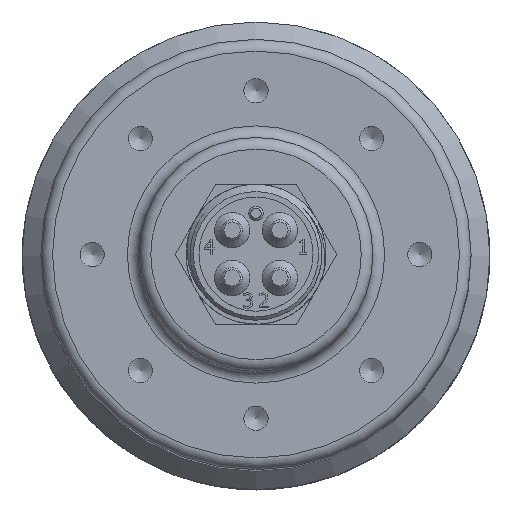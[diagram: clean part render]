
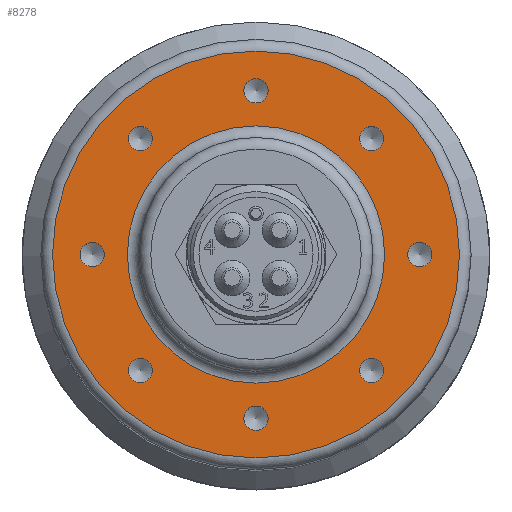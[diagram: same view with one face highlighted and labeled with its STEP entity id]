
A CAD part, top view. The second image highlights one B-rep face of the part: STEP entity #8278.
In plain terms, the highlighted planar face has unit normal (0, 0, 1).
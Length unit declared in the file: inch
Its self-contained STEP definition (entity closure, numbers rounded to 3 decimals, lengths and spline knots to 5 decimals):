
#296=FACE_BOUND('',#1277,.T.);
#297=FACE_BOUND('',#1278,.T.);
#298=FACE_BOUND('',#1279,.T.);
#299=FACE_BOUND('',#1280,.T.);
#300=FACE_BOUND('',#1281,.T.);
#301=FACE_BOUND('',#1282,.T.);
#302=FACE_BOUND('',#1283,.T.);
#303=FACE_BOUND('',#1284,.T.);
#304=FACE_BOUND('',#1285,.T.);
#404=PLANE('',#9037);
#769=FACE_OUTER_BOUND('',#1276,.T.);
#1276=EDGE_LOOP('',(#6158));
#1277=EDGE_LOOP('',(#6159));
#1278=EDGE_LOOP('',(#6160));
#1279=EDGE_LOOP('',(#6161));
#1280=EDGE_LOOP('',(#6162));
#1281=EDGE_LOOP('',(#6163));
#1282=EDGE_LOOP('',(#6164));
#1283=EDGE_LOOP('',(#6165));
#1284=EDGE_LOOP('',(#6166));
#1285=EDGE_LOOP('',(#6167));
#1807=CIRCLE('',#9030,1.0875);
#1813=CIRCLE('',#9038,0.065);
#1814=CIRCLE('',#9039,0.065);
#1815=CIRCLE('',#9040,0.065);
#1816=CIRCLE('',#9041,0.065);
#1817=CIRCLE('',#9042,0.065);
#1818=CIRCLE('',#9043,0.065);
#1819=CIRCLE('',#9044,0.065);
#1820=CIRCLE('',#9045,0.065);
#1821=CIRCLE('',#9046,0.6875);
#3503=VERTEX_POINT('',#17098);
#3507=VERTEX_POINT('',#17110);
#3508=VERTEX_POINT('',#17112);
#3509=VERTEX_POINT('',#17114);
#3510=VERTEX_POINT('',#17116);
#3511=VERTEX_POINT('',#17118);
#3512=VERTEX_POINT('',#17120);
#3513=VERTEX_POINT('',#17122);
#3514=VERTEX_POINT('',#17124);
#3515=VERTEX_POINT('',#17126);
#4459=EDGE_CURVE('',#3503,#3503,#1807,.T.);
#4465=EDGE_CURVE('',#3507,#3507,#1813,.T.);
#4466=EDGE_CURVE('',#3508,#3508,#1814,.T.);
#4467=EDGE_CURVE('',#3509,#3509,#1815,.T.);
#4468=EDGE_CURVE('',#3510,#3510,#1816,.T.);
#4469=EDGE_CURVE('',#3511,#3511,#1817,.T.);
#4470=EDGE_CURVE('',#3512,#3512,#1818,.T.);
#4471=EDGE_CURVE('',#3513,#3513,#1819,.T.);
#4472=EDGE_CURVE('',#3514,#3514,#1820,.T.);
#4473=EDGE_CURVE('',#3515,#3515,#1821,.T.);
#6158=ORIENTED_EDGE('',*,*,#4459,.F.);
#6159=ORIENTED_EDGE('',*,*,#4465,.T.);
#6160=ORIENTED_EDGE('',*,*,#4466,.T.);
#6161=ORIENTED_EDGE('',*,*,#4467,.T.);
#6162=ORIENTED_EDGE('',*,*,#4468,.T.);
#6163=ORIENTED_EDGE('',*,*,#4469,.T.);
#6164=ORIENTED_EDGE('',*,*,#4470,.T.);
#6165=ORIENTED_EDGE('',*,*,#4471,.T.);
#6166=ORIENTED_EDGE('',*,*,#4472,.T.);
#6167=ORIENTED_EDGE('',*,*,#4473,.F.);
#8278=ADVANCED_FACE('',(#769,#296,#297,#298,#299,#300,#301,#302,#303,#304),
#404,.T.);
#9030=AXIS2_PLACEMENT_3D('',#17099,#10543,#10544);
#9037=AXIS2_PLACEMENT_3D('',#17109,#10557,#10558);
#9038=AXIS2_PLACEMENT_3D('',#17111,#10559,#10560);
#9039=AXIS2_PLACEMENT_3D('',#17113,#10561,#10562);
#9040=AXIS2_PLACEMENT_3D('',#17115,#10563,#10564);
#9041=AXIS2_PLACEMENT_3D('',#17117,#10565,#10566);
#9042=AXIS2_PLACEMENT_3D('',#17119,#10567,#10568);
#9043=AXIS2_PLACEMENT_3D('',#17121,#10569,#10570);
#9044=AXIS2_PLACEMENT_3D('',#17123,#10571,#10572);
#9045=AXIS2_PLACEMENT_3D('',#17125,#10573,#10574);
#9046=AXIS2_PLACEMENT_3D('',#17127,#10575,#10576);
#10543=DIRECTION('center_axis',(0.,0.,-1.));
#10544=DIRECTION('ref_axis',(-1.,0.,0.));
#10557=DIRECTION('center_axis',(0.,0.,1.));
#10558=DIRECTION('ref_axis',(1.,0.,0.));
#10559=DIRECTION('center_axis',(0.,0.,-1.));
#10560=DIRECTION('ref_axis',(0.707,-0.707,0.));
#10561=DIRECTION('center_axis',(0.,0.,-1.));
#10562=DIRECTION('ref_axis',(0.,-1.,0.));
#10563=DIRECTION('center_axis',(0.,0.,-1.));
#10564=DIRECTION('ref_axis',(-0.707,-0.707,0.));
#10565=DIRECTION('center_axis',(0.,0.,-1.));
#10566=DIRECTION('ref_axis',(-1.,0.,0.));
#10567=DIRECTION('center_axis',(0.,0.,-1.));
#10568=DIRECTION('ref_axis',(-0.707,0.707,0.));
#10569=DIRECTION('center_axis',(0.,0.,-1.));
#10570=DIRECTION('ref_axis',(0.,1.,0.));
#10571=DIRECTION('center_axis',(0.,0.,-1.));
#10572=DIRECTION('ref_axis',(0.707,0.707,0.));
#10573=DIRECTION('center_axis',(0.,0.,-1.));
#10574=DIRECTION('ref_axis',(1.,0.,0.));
#10575=DIRECTION('center_axis',(0.,0.,1.));
#10576=DIRECTION('ref_axis',(-1.,0.,0.));
#17098=CARTESIAN_POINT('',(-1.0875,0.,2.63681));
#17099=CARTESIAN_POINT('Origin',(0.,0.,2.63681));
#17109=CARTESIAN_POINT('Origin',(0.,0.,2.63681));
#17110=CARTESIAN_POINT('',(0.57276,0.66468,2.63681));
#17111=CARTESIAN_POINT('Origin',(0.61872,0.61872,2.63681));
#17112=CARTESIAN_POINT('',(0.875,0.065,2.63681));
#17113=CARTESIAN_POINT('Origin',(0.875,0.,2.63681));
#17114=CARTESIAN_POINT('',(0.66468,-0.57276,2.63681));
#17115=CARTESIAN_POINT('Origin',(0.61872,-0.61872,2.63681));
#17116=CARTESIAN_POINT('',(0.065,-0.875,2.63681));
#17117=CARTESIAN_POINT('Origin',(0.,-0.875,2.63681));
#17118=CARTESIAN_POINT('',(-0.57276,-0.66468,2.63681));
#17119=CARTESIAN_POINT('Origin',(-0.61872,-0.61872,
2.63681));
#17120=CARTESIAN_POINT('',(-0.875,-0.065,2.63681));
#17121=CARTESIAN_POINT('Origin',(-0.875,0.,2.63681));
#17122=CARTESIAN_POINT('',(-0.66468,0.57276,2.63681));
#17123=CARTESIAN_POINT('Origin',(-0.61872,0.61872,2.63681));
#17124=CARTESIAN_POINT('',(-0.065,0.875,2.63681));
#17125=CARTESIAN_POINT('Origin',(0.,0.875,2.63681));
#17126=CARTESIAN_POINT('',(0.6875,0.,2.63681));
#17127=CARTESIAN_POINT('Origin',(0.,0.,2.63681));
